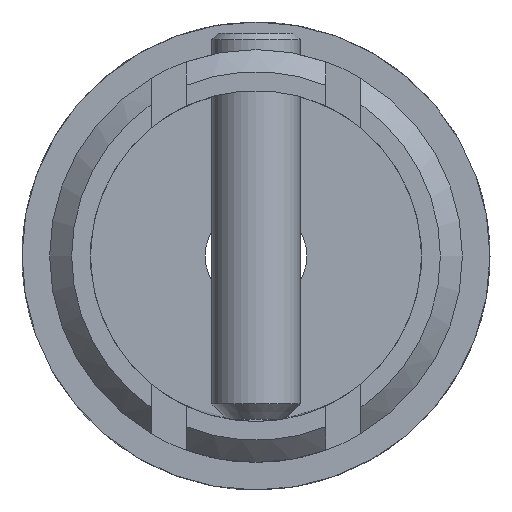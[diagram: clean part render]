
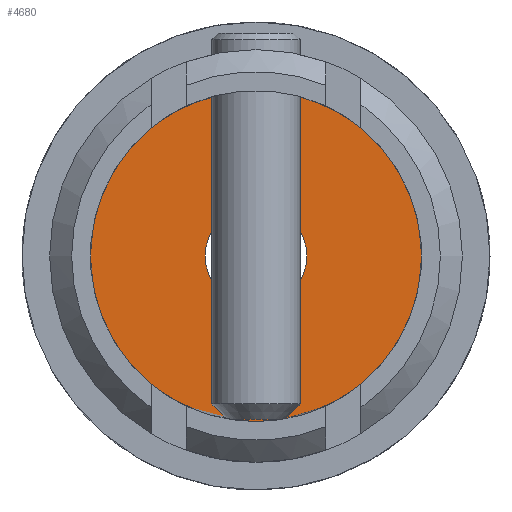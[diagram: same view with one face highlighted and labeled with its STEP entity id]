
A CAD part, front view. The second image highlights one B-rep face of the part: STEP entity #4680.
In plain terms, the highlighted planar face has unit normal (0, -1, 0).
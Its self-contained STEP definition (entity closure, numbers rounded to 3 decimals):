
#429 = DIRECTION ( 'NONE',  ( 0., 0., -1. ) ) ;
#545 = FACE_BOUND ( 'NONE', #9553, .T. ) ;
#597 = CIRCLE ( 'NONE', #9512, 4.6 ) ;
#831 = AXIS2_PLACEMENT_3D ( 'NONE', #2439, #8904, #4548 ) ;
#1637 = CARTESIAN_POINT ( 'NONE',  ( 0., 9., -15. ) ) ;
#2389 = AXIS2_PLACEMENT_3D ( 'NONE', #5883, #8186, #429 ) ;
#2439 = CARTESIAN_POINT ( 'NONE',  ( 0., 9., 0. ) ) ;
#3173 = EDGE_CURVE ( 'NONE', #10943, #10943, #4819, .T. ) ;
#3441 = DIRECTION ( 'NONE',  ( 0., 1., 0. ) ) ;
#4548 = DIRECTION ( 'NONE',  ( 0., 0., -1. ) ) ;
#4680 = ADVANCED_FACE ( 'NONE', ( #9291, #545 ), #13245, .T. ) ;
#4819 = CIRCLE ( 'NONE', #2389, 15. ) ;
#5883 = CARTESIAN_POINT ( 'NONE',  ( 0., 9., 0. ) ) ;
#6021 = EDGE_LOOP ( 'NONE', ( #6045 ) ) ;
#6045 = ORIENTED_EDGE ( 'NONE', *, *, #3173, .T. ) ;
#7414 = VERTEX_POINT ( 'NONE', #8283 ) ;
#7888 = DIRECTION ( 'NONE',  ( 0., 0., -1. ) ) ;
#8186 = DIRECTION ( 'NONE',  ( 0., -1., 0. ) ) ;
#8283 = CARTESIAN_POINT ( 'NONE',  ( 0., 9., -4.6 ) ) ;
#8904 = DIRECTION ( 'NONE',  ( 0., -1., 0. ) ) ;
#9062 = CARTESIAN_POINT ( 'NONE',  ( 0., 9., 0. ) ) ;
#9069 = EDGE_CURVE ( 'NONE', #7414, #7414, #597, .T. ) ;
#9291 = FACE_OUTER_BOUND ( 'NONE', #6021, .T. ) ;
#9512 = AXIS2_PLACEMENT_3D ( 'NONE', #9062, #3441, #7888 ) ;
#9553 = EDGE_LOOP ( 'NONE', ( #11040 ) ) ;
#10943 = VERTEX_POINT ( 'NONE', #1637 ) ;
#11040 = ORIENTED_EDGE ( 'NONE', *, *, #9069, .T. ) ;
#13245 = PLANE ( 'NONE',  #831 ) ;
